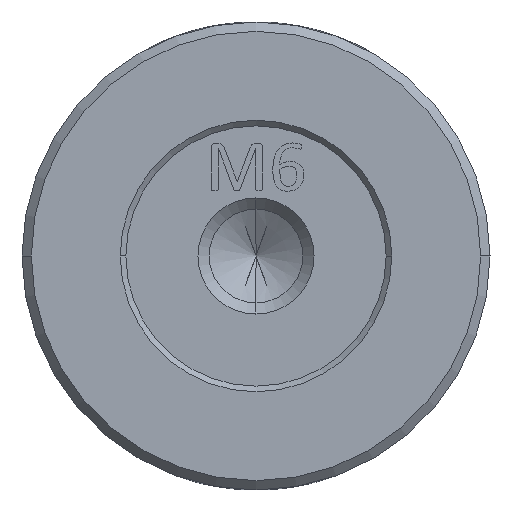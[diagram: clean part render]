
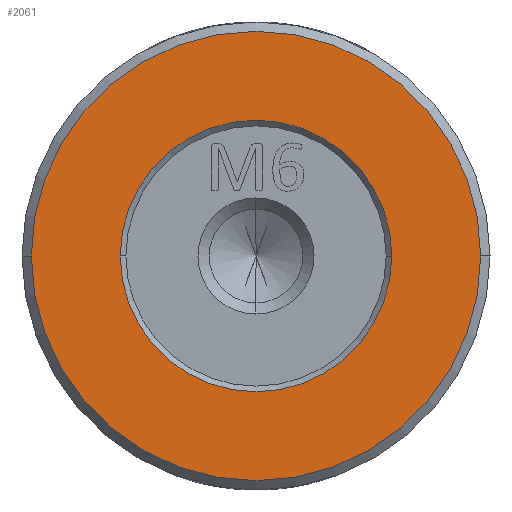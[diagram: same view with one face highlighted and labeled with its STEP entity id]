
A CAD part, left-side view. The second image highlights one B-rep face of the part: STEP entity #2061.
In plain terms, the highlighted planar face has unit normal (-1, 0, 0).
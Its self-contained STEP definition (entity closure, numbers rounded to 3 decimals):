
#96 = CARTESIAN_POINT ( 'NONE',  ( -54.444, 20.716, 5.873 ) ) ;
#235 = CARTESIAN_POINT ( 'NONE',  ( -54.444, 13.466, 5.873 ) ) ;
#545 = DIRECTION ( 'NONE',  ( -1., 0., 0. ) ) ;
#870 = EDGE_CURVE ( 'NONE', #10270, #11370, #2163, .T. ) ;
#2061 = ADVANCED_FACE ( 'NONE', ( #4242, #3259 ), #10751, .T. ) ;
#2163 = CIRCLE ( 'NONE', #11820, 12. ) ;
#2253 = AXIS2_PLACEMENT_3D ( 'NONE', #6472, #13005, #3196 ) ;
#2699 = DIRECTION ( 'NONE',  ( 0., -1., 0. ) ) ;
#3196 = DIRECTION ( 'NONE',  ( 0., 1., 0. ) ) ;
#3259 = FACE_OUTER_BOUND ( 'NONE', #11232, .T. ) ;
#3661 = VERTEX_POINT ( 'NONE', #235 ) ;
#3708 = EDGE_CURVE ( 'NONE', #3661, #10482, #10619, .T. ) ;
#3810 = CIRCLE ( 'NONE', #6690, 12. ) ;
#3972 = CARTESIAN_POINT ( 'NONE',  ( -54.444, 20.716, 5.873 ) ) ;
#3992 = CARTESIAN_POINT ( 'NONE',  ( -54.444, 8.716, 5.873 ) ) ;
#4242 = FACE_BOUND ( 'NONE', #8311, .T. ) ;
#5854 = ORIENTED_EDGE ( 'NONE', *, *, #870, .T. ) ;
#5893 = ORIENTED_EDGE ( 'NONE', *, *, #3708, .T. ) ;
#6367 = AXIS2_PLACEMENT_3D ( 'NONE', #96, #8750, #8683 ) ;
#6472 = CARTESIAN_POINT ( 'NONE',  ( -54.444, 20.716, 5.873 ) ) ;
#6690 = AXIS2_PLACEMENT_3D ( 'NONE', #3972, #8231, #13522 ) ;
#6877 = DIRECTION ( 'NONE',  ( 0., -1., 0. ) ) ;
#7072 = CIRCLE ( 'NONE', #11086, 7.25 ) ;
#8231 = DIRECTION ( 'NONE',  ( -1., 0., 0. ) ) ;
#8311 = EDGE_LOOP ( 'NONE', ( #5893, #13232 ) ) ;
#8683 = DIRECTION ( 'NONE',  ( 0., -1., 0. ) ) ;
#8750 = DIRECTION ( 'NONE',  ( 1., 0., 0. ) ) ;
#10127 = DIRECTION ( 'NONE',  ( 1., 0., 0. ) ) ;
#10270 = VERTEX_POINT ( 'NONE', #3992 ) ;
#10471 = EDGE_CURVE ( 'NONE', #11370, #10270, #3810, .T. ) ;
#10482 = VERTEX_POINT ( 'NONE', #12675 ) ;
#10619 = CIRCLE ( 'NONE', #6367, 7.25 ) ;
#10751 = PLANE ( 'NONE',  #2253 ) ;
#11086 = AXIS2_PLACEMENT_3D ( 'NONE', #12399, #10127, #2699 ) ;
#11232 = EDGE_LOOP ( 'NONE', ( #12750, #5854 ) ) ;
#11370 = VERTEX_POINT ( 'NONE', #13893 ) ;
#11820 = AXIS2_PLACEMENT_3D ( 'NONE', #13507, #545, #6877 ) ;
#12399 = CARTESIAN_POINT ( 'NONE',  ( -54.444, 20.716, 5.873 ) ) ;
#12675 = CARTESIAN_POINT ( 'NONE',  ( -54.444, 27.966, 5.873 ) ) ;
#12750 = ORIENTED_EDGE ( 'NONE', *, *, #10471, .T. ) ;
#13005 = DIRECTION ( 'NONE',  ( -1., 0., 0. ) ) ;
#13064 = EDGE_CURVE ( 'NONE', #10482, #3661, #7072, .T. ) ;
#13232 = ORIENTED_EDGE ( 'NONE', *, *, #13064, .T. ) ;
#13507 = CARTESIAN_POINT ( 'NONE',  ( -54.444, 20.716, 5.873 ) ) ;
#13522 = DIRECTION ( 'NONE',  ( 0., -1., 0. ) ) ;
#13893 = CARTESIAN_POINT ( 'NONE',  ( -54.444, 32.716, 5.873 ) ) ;
